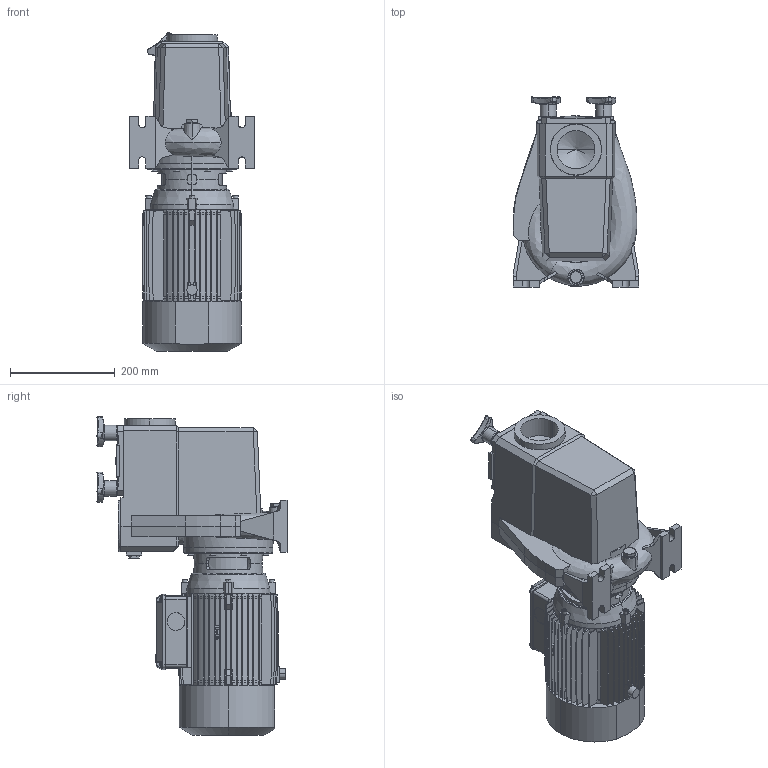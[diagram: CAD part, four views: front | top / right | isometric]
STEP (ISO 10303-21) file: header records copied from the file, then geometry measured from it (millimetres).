
FILE_DESCRIPTION (( 'STEP AP214' ), '1' );
FILE_NAME ('4_93_514_04_REV00.step', '2022-08-12T08:33:14', ( '' ), ( '' ), 'SwSTEP 2.0', 'SolidWorks 2020', '' );
FILE_SCHEMA (( 'AUTOMOTIVE_DESIGN' ));
Length unit declared in the file: millimetre
Products named in the file (2): Copia di 101507^4_93_514_04_REV00; 4_93_514_04_REV00
Assembly tree (1 placements, depth 2):
  4_93_514_04_REV00
    Copia di 101507^4_93_514_04_REV00
Bounding box: 240 x 362.7 x 607.98 mm (x, y, z)
Volume: 17533815.7 mm3; surface area: 1288937.2 mm2
Topology: 22 solids, 22 shells, 3066 faces, 8448 edges, 5542 vertices
Faces by surface type: plane 1308, bspline 1158, cylinder 336, cone 244, torus 12, sphere 8
Entity records: 116561 total; most frequent: CARTESIAN_POINT 45065, ORIENTED_EDGE 16866, DIRECTION 11042, EDGE_CURVE 8433, VERTEX_POINT 5542, LINE 5390, VECTOR 5390, EDGE_LOOP 3227
